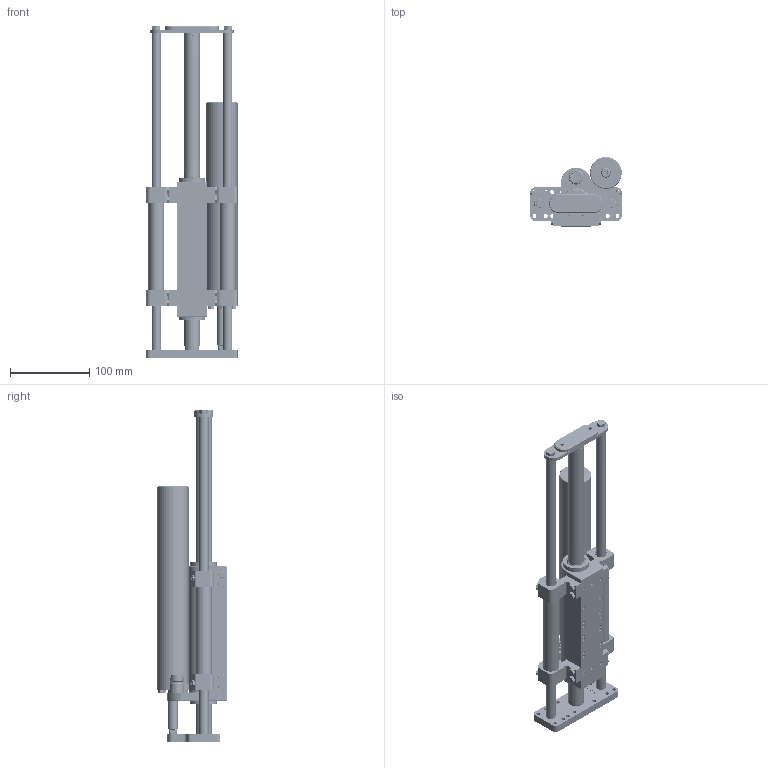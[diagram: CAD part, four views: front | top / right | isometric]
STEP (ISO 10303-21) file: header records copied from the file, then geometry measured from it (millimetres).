
FILE_DESCRIPTION (( 'STEP AP214' ), '1' );
FILE_NAME ('0186-2490_250811_SM01-37Sx120F-XP-R-220_BE20_MS04_SSCP.STEP', '2025-08-11T10:14:26', ( '' ), ( '' ), 'SwSTEP 2.0', 'SolidWorks 2025', '' );
FILE_SCHEMA (( 'AUTOMOTIVE_DESIGN' ));
Length unit declared in the file: millimetre
Products named in the file (29): SM01-37Sx120F-XP-R-220_BE20_MS04_SSCP_Läufer_beweglich_FREI; PS01h-37Sx120F-HP-SSC-R-G01; 0230-0705_Zyl.-Schr_I-6kt_n-K_M5x16_INOX; 0230-0644_O-Ring_22.00x1.00_NBR70_schwarz_Gedehnt; 0180-3853_SL01k-12x...-2xM6-SSC_SL01k-12x405-2xM6-SSC; 0186-1008_PS01-37Sx120F-HP-B01-SSCP-G01-R; 0186-0992_MS01-40x250-SSC_MS01-40x100; 0180-3850_SM01k-37S-12-RTS-L; 0160-0165_MC01-Rg!m-SSC; 0230-0725_6kt-schr_M5x14_INOX; 0230-0615_Zyl.-Schr_I-6kt_n-K_M8x16_8.8_INOX; 0160-5051_SL01h-37Sx120-BE20; 0180-2051_PAW01-20-BL-Lf; 0230-1182_Zyl.-Schr_I-6kt_n-K_M6x16_INOX; 0230-1144_D1-M6x1_SW7; 0180-3849_SM01k-37S-12-RTS-R; SM01-37Sx120F-XP-R-220_BE20_MS04_SSCP_Motor_fix_FREI; 0180-3856_Dichtung_LBBR 12x20x4; 0186-1478_PL01-20x410!360-HP-SF_PL01-20x410!360-HP-SF; 0180-1356_PB01-37Sv-SSC_PB01-37Sv_SSC-20; 0180-3855_SM01k-37S-RP-BE20-SSC; 0186-0061_ML01-12x290!240_ML01-12x290!240; 0180-3951_SM01k-37S-MF-40-SSC; 0230-0744_6kt-schr_M6x18_INOX; 0230-0743_Linearkugellager_LBBR 12-1LS_HV6; 0180-3952_SM01k-37S-MA-BE20-SSC; 0186-2490_250811_SM01-37Sx120F-XP-R-220_BE20_MS04_SSCP; 0180-1355_PB01-37Sh-SSC_PB01h-37Sh_SSC-20; 0180-3851_SL01k-LR-20x...-SSC_SL01k-LR-20x133.5-SSC
Assembly tree (53 placements, depth 4):
  0186-2490_250811_SM01-37Sx120F-XP-R-220_BE20_MS04_SSCP
    SM01-37Sx120F-XP-R-220_BE20_MS04_SSCP_Motor_fix_FREI
      0186-1008_PS01-37Sx120F-HP-B01-SSCP-G01-R
        PS01h-37Sx120F-HP-SSC-R-G01
        0160-0165_MC01-Rg!m-SSC
        0230-0644_O-Ring_22.00x1.00_NBR70_schwarz_Gedehnt  x2
        0180-1356_PB01-37Sv-SSC_PB01-37Sv_SSC-20
        0180-1355_PB01-37Sh-SSC_PB01h-37Sh_SSC-20
        0180-2051_PAW01-20-BL-Lf  x2
      0180-3849_SM01k-37S-12-RTS-R  x2
      0180-3951_SM01k-37S-MF-40-SSC
      0180-3850_SM01k-37S-12-RTS-L
      0160-5051_SL01h-37Sx120-BE20  x2
        0180-3851_SL01k-LR-20x...-SSC_SL01k-LR-20x133.5-SSC
        0230-0743_Linearkugellager_LBBR 12-1LS_HV6
      0180-3856_Dichtung_LBBR 12x20x4  x4
      0230-0725_6kt-schr_M5x14_INOX  x12
      0230-1144_D1-M6x1_SW7  x4
      0186-0992_MS01-40x250-SSC_MS01-40x100
    SM01-37Sx120F-XP-R-220_BE20_MS04_SSCP_Läufer_beweglich_FREI
      0180-3952_SM01k-37S-MA-BE20-SSC
      0186-1478_PL01-20x410!360-HP-SF_PL01-20x410!360-HP-SF
      0180-3853_SL01k-12x...-2xM6-SSC_SL01k-12x405-2xM6-SSC  x2
      0180-3855_SM01k-37S-RP-BE20-SSC
      0230-0615_Zyl.-Schr_I-6kt_n-K_M8x16_8.8_INOX
      0230-1182_Zyl.-Schr_I-6kt_n-K_M6x16_INOX  x2
      0230-0744_6kt-schr_M6x18_INOX  x2
      0230-0705_Zyl.-Schr_I-6kt_n-K_M5x16_INOX
      0186-0061_ML01-12x290!240_ML01-12x290!240
Bounding box: 116.09 x 87.92 x 419.35 mm (x, y, z)
Volume: 940405.2 mm3; surface area: 322757.9 mm2
Topology: 58 solids, 58 shells, 2582 faces, 5684 edges, 3398 vertices
Faces by surface type: plane 865, cone 780, cylinder 653, bspline 233, torus 49, sphere 2
Full cylindrical faces by diameter (mm): 1.15 x5, 1.2 x3, 1.6 x4, 2.1 x5, 2.5 x1, 3 x3, 3.1 x2, 3.2 x3, 4 x16, 4.2 x28, 4.773 x4, 5 x245, 5.3 x18, 6 x34, 6.6 x2, 6.8 x3, 7 x2, 8 x23, 8.5 x1, 9 x1, 10 x5, 11 x2, 12 x13, 12.17 x1, 13 x2, 13.56 x1, 13.8 x1, 14 x1, 14.05 x1, 14.2 x1
Entity records: 45824 total; most frequent: CARTESIAN_POINT 13912, DIRECTION 5370, ORIENTED_EDGE 5236, EDGE_CURVE 2618, AXIS2_PLACEMENT_3D 2111, EDGE_LOOP 2078, VERTEX_POINT 1916, FACE_OUTER_BOUND 1641
